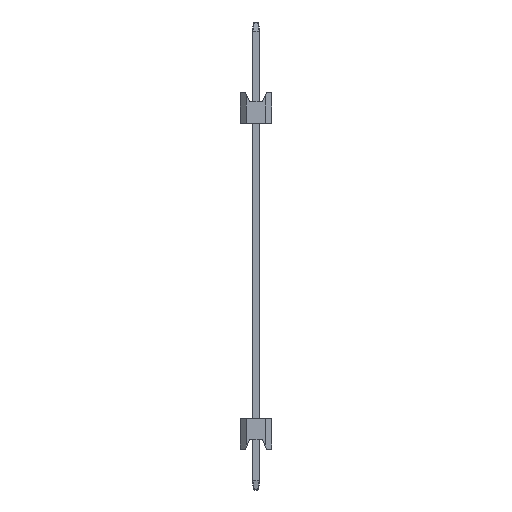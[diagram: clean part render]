
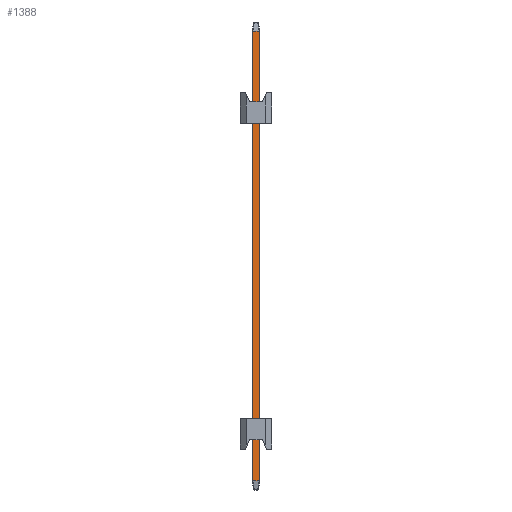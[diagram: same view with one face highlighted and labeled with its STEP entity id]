
A CAD part, left-side view. The second image highlights one B-rep face of the part: STEP entity #1388.
In plain terms, the highlighted planar face has unit normal (-1, 0, 0).
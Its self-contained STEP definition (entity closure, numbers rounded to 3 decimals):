
#318=FACE_OUTER_BOUND('',#382,.T.);
#382=EDGE_LOOP('',(#1127,#1128,#1129,#1130,#1131,#1132,#1133,#1134));
#433=LINE('',#2079,#589);
#442=LINE('',#2097,#598);
#472=LINE('',#2152,#628);
#485=LINE('',#2179,#641);
#488=LINE('',#2185,#644);
#491=LINE('',#2191,#647);
#507=LINE('',#2218,#663);
#508=LINE('',#2220,#664);
#589=VECTOR('',#1647,10.);
#598=VECTOR('',#1660,10.);
#628=VECTOR('',#1710,10.);
#641=VECTOR('',#1731,10.);
#644=VECTOR('',#1736,10.);
#647=VECTOR('',#1741,10.);
#663=VECTOR('',#1775,10.);
#664=VECTOR('',#1778,10.);
#743=VERTEX_POINT('',#2077);
#744=VERTEX_POINT('',#2078);
#751=VERTEX_POINT('',#2095);
#765=VERTEX_POINT('',#2147);
#773=VERTEX_POINT('',#2171);
#776=VERTEX_POINT('',#2177);
#778=VERTEX_POINT('',#2183);
#780=VERTEX_POINT('',#2189);
#841=EDGE_CURVE('',#743,#744,#433,.T.);
#850=EDGE_CURVE('',#751,#743,#442,.T.);
#880=EDGE_CURVE('',#744,#765,#472,.T.);
#893=EDGE_CURVE('',#776,#773,#485,.T.);
#896=EDGE_CURVE('',#778,#776,#488,.T.);
#899=EDGE_CURVE('',#780,#778,#491,.T.);
#915=EDGE_CURVE('',#773,#751,#507,.T.);
#916=EDGE_CURVE('',#765,#780,#508,.T.);
#1127=ORIENTED_EDGE('',*,*,#880,.F.);
#1128=ORIENTED_EDGE('',*,*,#841,.F.);
#1129=ORIENTED_EDGE('',*,*,#850,.F.);
#1130=ORIENTED_EDGE('',*,*,#915,.F.);
#1131=ORIENTED_EDGE('',*,*,#893,.F.);
#1132=ORIENTED_EDGE('',*,*,#896,.F.);
#1133=ORIENTED_EDGE('',*,*,#899,.F.);
#1134=ORIENTED_EDGE('',*,*,#916,.F.);
#1324=PLANE('',#1515);
#1388=ADVANCED_FACE('',(#318),#1324,.T.);
#1515=AXIS2_PLACEMENT_3D('',#2219,#1776,#1777);
#1647=DIRECTION('',(0.,0.,-1.));
#1660=DIRECTION('',(0.,-0.371,-0.928));
#1710=DIRECTION('',(0.,0.371,-0.928));
#1731=DIRECTION('',(0.,-0.371,0.928));
#1736=DIRECTION('',(0.,0.,1.));
#1741=DIRECTION('',(0.,0.371,0.928));
#1775=DIRECTION('',(0.,-1.,0.));
#1776=DIRECTION('center_axis',(-1.,0.,0.));
#1777=DIRECTION('ref_axis',(0.,-1.,0.));
#1778=DIRECTION('',(0.,1.,0.));
#2077=CARTESIAN_POINT('',(-0.32,-0.27,33.748));
#2078=CARTESIAN_POINT('',(-0.32,-0.27,-2.548));
#2079=CARTESIAN_POINT('',(-0.32,-0.27,0.));
#2095=CARTESIAN_POINT('',(-0.32,-0.269,33.75));
#2097=CARTESIAN_POINT('',(-0.32,-5.973,19.491));
#2147=CARTESIAN_POINT('',(-0.32,-0.269,-2.55));
#2152=CARTESIAN_POINT('',(-0.32,-0.593,-1.739));
#2171=CARTESIAN_POINT('',(-0.32,0.269,33.75));
#2177=CARTESIAN_POINT('',(-0.32,0.27,33.748));
#2179=CARTESIAN_POINT('',(-0.32,6.017,19.381));
#2183=CARTESIAN_POINT('',(-0.32,0.27,-2.548));
#2185=CARTESIAN_POINT('',(-0.32,0.27,0.));
#2189=CARTESIAN_POINT('',(-0.32,0.269,-2.55));
#2191=CARTESIAN_POINT('',(-0.32,0.637,-1.629));
#2218=CARTESIAN_POINT('',(-0.32,0.16,33.75));
#2219=CARTESIAN_POINT('Origin',(-0.32,0.32,0.));
#2220=CARTESIAN_POINT('',(-0.32,0.16,-2.55));
